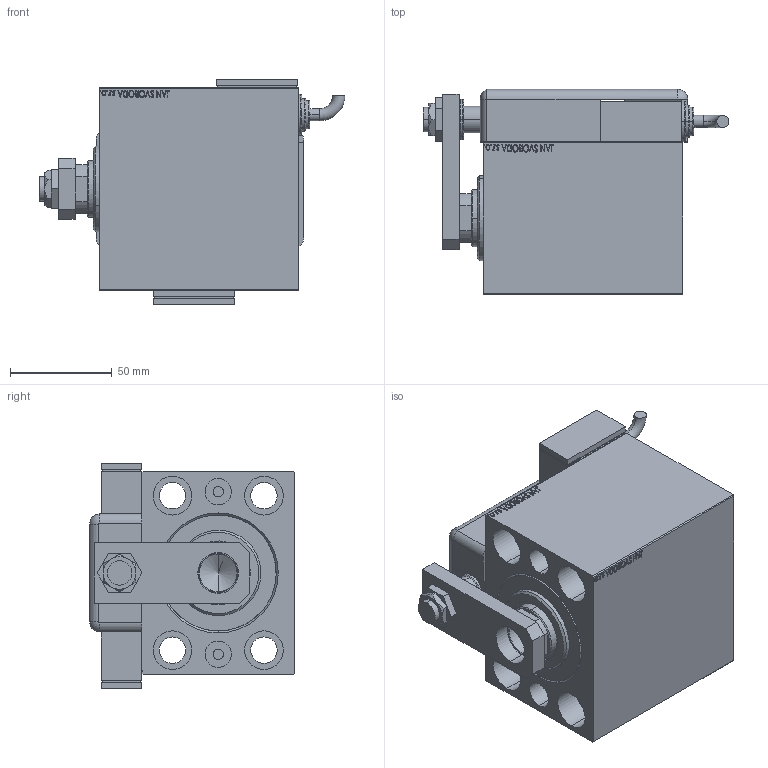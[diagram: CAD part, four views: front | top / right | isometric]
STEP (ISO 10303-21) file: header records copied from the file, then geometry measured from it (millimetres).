
FILE_DESCRIPTION (( 'STEP AP203' ), '1' );
FILE_NAME ('32c5.STEP', '2024-10-26T12:20:45', ( '' ), ( '' ), 'SwSTEP 2.0', 'SolidWorks 2019', '' );
FILE_SCHEMA (( 'CONFIG_CONTROL_DESIGN' ));
Length unit declared in the file: millimetre
Products named in the file (13): SWITCH_Q_FRONT_BACK f822367d6a2fbcc0181af6784ec5a82b; MAGNETIC SWITCH Q f822367d6a2fbcc0181af6784ec5a82b; SWITCH DIM A_G f822367d6a2fbcc0181af6784ec5a82b; V450CM_C_Body f822367d6a2fbcc0181af6784ec5a82b; 32c5; V450CM_C_VCP f822367d6a2fbcc0181af6784ec5a82b; V450CM_VC_B f822367d6a2fbcc0181af6784ec5a82b; KRYT f822367d6a2fbcc0181af6784ec5a82b; TYC f822367d6a2fbcc0181af6784ec5a82b; NUT_D13 f822367d6a2fbcc0181af6784ec5a82b; NUT_D19 f822367d6a2fbcc0181af6784ec5a82b; SWITCH Q f822367d6a2fbcc0181af6784ec5a82b; ZARAZKA_Q f822367d6a2fbcc0181af6784ec5a82b
Assembly tree (13 placements, depth 3):
  32c5
    V450CM_C_Body f822367d6a2fbcc0181af6784ec5a82b
    V450CM_C_VCP f822367d6a2fbcc0181af6784ec5a82b
    V450CM_VC_B f822367d6a2fbcc0181af6784ec5a82b
    MAGNETIC SWITCH Q f822367d6a2fbcc0181af6784ec5a82b
      SWITCH_Q_FRONT_BACK f822367d6a2fbcc0181af6784ec5a82b
      TYC f822367d6a2fbcc0181af6784ec5a82b
      ZARAZKA_Q f822367d6a2fbcc0181af6784ec5a82b
      SWITCH DIM A_G f822367d6a2fbcc0181af6784ec5a82b
      NUT_D19 f822367d6a2fbcc0181af6784ec5a82b
      NUT_D13 f822367d6a2fbcc0181af6784ec5a82b
      KRYT f822367d6a2fbcc0181af6784ec5a82b
      SWITCH Q f822367d6a2fbcc0181af6784ec5a82b  x2
Bounding box: 150.46 x 100.8 x 111 mm (x, y, z)
Volume: 771081.5 mm3; surface area: 161484.9 mm2
Topology: 13 solids, 13 shells, 1245 faces, 3154 edges, 2083 vertices
Faces by surface type: plane 615, bspline 471, cylinder 113, cone 22, torus 22, sphere 2
Entity records: 59597 total; most frequent: CARTESIAN_POINT 32068, ORIENTED_EDGE 6112, DIRECTION 3864, EDGE_CURVE 3056, VERTEX_POINT 2023, VECTOR 1822, LINE 1822, EDGE_LOOP 1377
